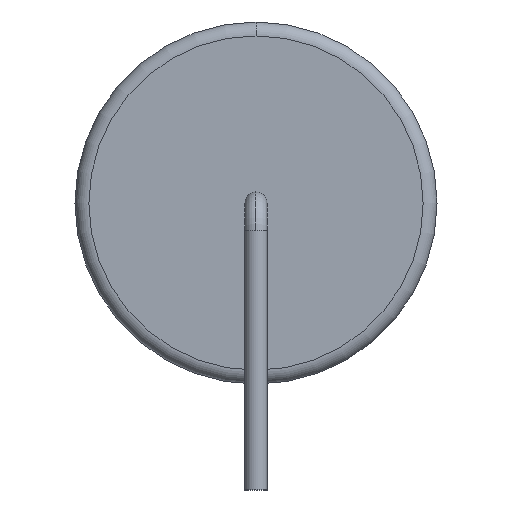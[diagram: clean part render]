
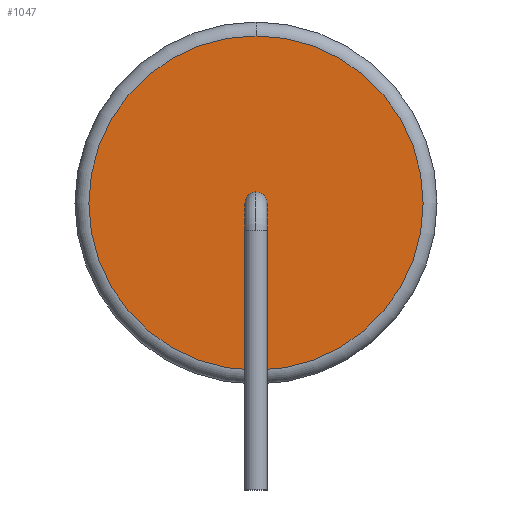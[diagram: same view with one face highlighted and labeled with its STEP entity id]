
A CAD part, left-side view. The second image highlights one B-rep face of the part: STEP entity #1047.
In plain terms, the highlighted planar face has unit normal (-1, 0, 0).
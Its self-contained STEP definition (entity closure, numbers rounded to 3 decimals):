
#855=CARTESIAN_POINT('',(-15.25,0.,12.5));
#856=VERTEX_POINT('',#855);
#865=CARTESIAN_POINT('',(-15.25,0.0,0.5));
#866=VERTEX_POINT('',#865);
#874=CARTESIAN_POINT('',(-15.25,0.0,6.5));
#875=DIRECTION('',(1.0,0.0,0.0));
#876=DIRECTION('',(0.0,0.0,1.0));
#877=AXIS2_PLACEMENT_3D('',#874,#875,#876);
#878=CIRCLE('',#877,6.);
#879=EDGE_CURVE('',#866,#856,#878,.T.);
#1008=CARTESIAN_POINT('',(-15.25,0.0,6.5));
#1009=DIRECTION('',(1.0,0.0,0.0));
#1010=DIRECTION('',(0.0,0.0,1.0));
#1011=AXIS2_PLACEMENT_3D('',#1008,#1009,#1010);
#1012=CIRCLE('',#1011,6.);
#1013=EDGE_CURVE('',#856,#866,#1012,.T.);
#1038=CARTESIAN_POINT('',(-15.25,0.0,6.5));
#1039=DIRECTION('',(-1.0,0.0,0.0));
#1040=DIRECTION('',(0.0,0.0,1.0));
#1041=AXIS2_PLACEMENT_3D('',#1038,#1039,#1040);
#1042=PLANE('',#1041);
#1043=ORIENTED_EDGE('',*,*,#879,.F.);
#1044=ORIENTED_EDGE('',*,*,#1013,.F.);
#1045=EDGE_LOOP('',(#1043,#1044));
#1046=FACE_OUTER_BOUND('',#1045,.T.);
#1047=ADVANCED_FACE('',(#1046),#1042,.T.);
